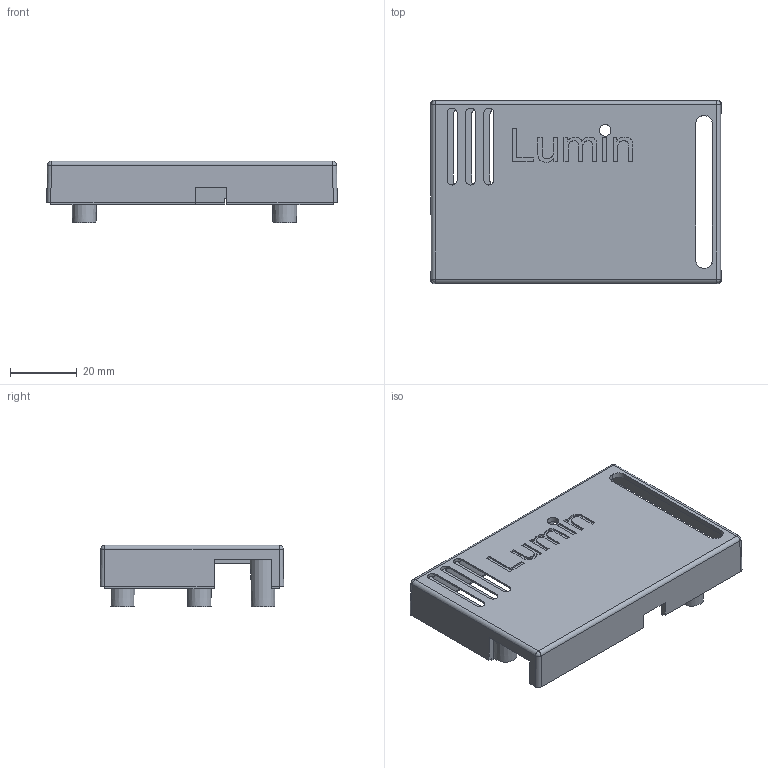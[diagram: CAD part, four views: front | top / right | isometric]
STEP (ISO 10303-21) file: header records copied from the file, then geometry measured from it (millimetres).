
FILE_DESCRIPTION(/* description */ (''),/* implementation_level */ '2;1');
FILE_NAME(/* name */ 'case-V2_top.step',/* time_stamp */ '2024-01-29T15:56:24+01:00',/* author */ (''),/* organization */ (''),/* preprocessor_version */ 'ST-DEVELOPER v20',/* originating_system */ 'Autodesk Translation Framework v12.14.0.127',/* authorisation */ '');
FILE_SCHEMA (('AUTOMOTIVE_DESIGN { 1 0 10303 214 3 1 1 }'));
Length unit declared in the file: millimetre
Products named in the file (1): case v2
Bounding box: 86.98 x 54.98 x 18.45 mm (x, y, z)
Volume: 12268 mm3; surface area: 16385.2 mm2
Topology: 1 solids, 1 shells, 202 faces, 542 edges, 356 vertices
Faces by surface type: plane 123, bspline 38, cylinder 31, sphere 4, torus 3, cone 3
Full cylindrical faces by diameter (mm): 2.2 x3, 3.5 x1, 4.8 x3
Entity records: 6690 total; most frequent: CARTESIAN_POINT 1747, ORIENTED_EDGE 1084, DIRECTION 885, EDGE_CURVE 542, LINE 377, VECTOR 377, VERTEX_POINT 356, AXIS2_PLACEMENT_3D 254
